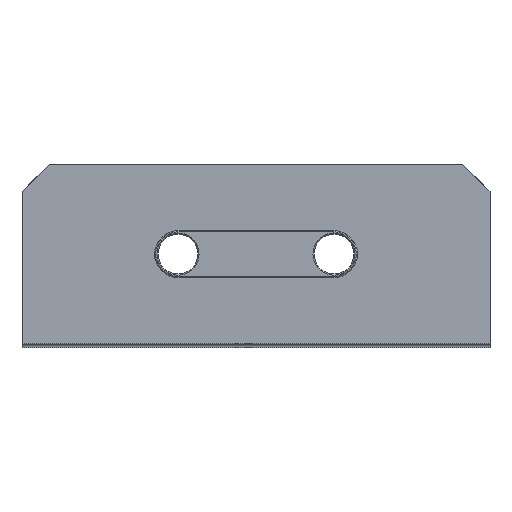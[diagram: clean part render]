
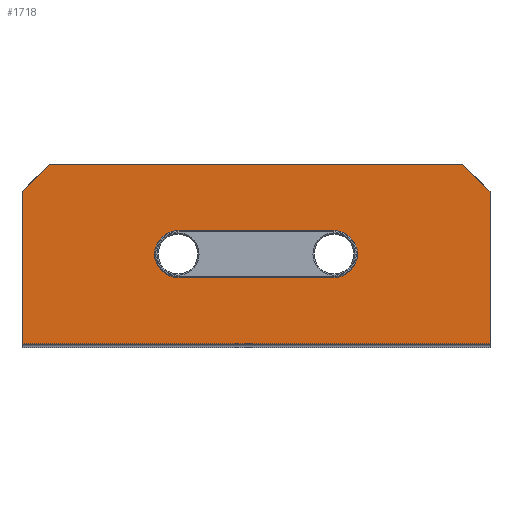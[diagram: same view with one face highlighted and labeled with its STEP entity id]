
A CAD part, front view. The second image highlights one B-rep face of the part: STEP entity #1718.
In plain terms, the highlighted planar face has unit normal (0, -1, 0).
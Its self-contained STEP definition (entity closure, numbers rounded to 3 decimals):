
#85 = VERTEX_POINT ( 'NONE', #865 ) ;
#182 = CARTESIAN_POINT ( 'NONE',  ( 80., 0., 23. ) ) ;
#215 = CARTESIAN_POINT ( 'NONE',  ( 120., 0., 46. ) ) ;
#224 = CARTESIAN_POINT ( 'NONE',  ( 113., 0., 46. ) ) ;
#355 = DIRECTION ( 'NONE',  ( -1., 0., 0. ) ) ;
#400 = VERTEX_POINT ( 'NONE', #2455 ) ;
#417 = DIRECTION ( 'NONE',  ( 0., 1., 0. ) ) ;
#422 = CARTESIAN_POINT ( 'NONE',  ( 7., 0., 46. ) ) ;
#458 = LINE ( 'NONE', #2231, #3130 ) ;
#526 = DIRECTION ( 'NONE',  ( 0., 0., -1. ) ) ;
#679 = FACE_BOUND ( 'NONE', #3823, .T. ) ;
#693 = VECTOR ( 'NONE', #3095, 1000. ) ;
#728 = VERTEX_POINT ( 'NONE', #1489 ) ;
#751 = PLANE ( 'NONE',  #2878 ) ;
#756 = CARTESIAN_POINT ( 'NONE',  ( 7., 0., 46. ) ) ;
#775 = CIRCLE ( 'NONE', #4120, 6. ) ;
#855 = VERTEX_POINT ( 'NONE', #2302 ) ;
#865 = CARTESIAN_POINT ( 'NONE',  ( 40., 0., 17. ) ) ;
#877 = ORIENTED_EDGE ( 'NONE', *, *, #1631, .F. ) ;
#913 = CARTESIAN_POINT ( 'NONE',  ( 120., 0., 46. ) ) ;
#1000 = CARTESIAN_POINT ( 'NONE',  ( 120., 0., 39. ) ) ;
#1014 = ORIENTED_EDGE ( 'NONE', *, *, #2036, .T. ) ;
#1121 = DIRECTION ( 'NONE',  ( -0.707, 0., -0.707 ) ) ;
#1128 = VECTOR ( 'NONE', #1121, 1000. ) ;
#1170 = AXIS2_PLACEMENT_3D ( 'NONE', #2021, #4457, #2372 ) ;
#1172 = CARTESIAN_POINT ( 'NONE',  ( 120., 0., 0. ) ) ;
#1240 = CARTESIAN_POINT ( 'NONE',  ( 0., 0., 0. ) ) ;
#1290 = DIRECTION ( 'NONE',  ( -1., 0., 0. ) ) ;
#1301 = EDGE_CURVE ( 'NONE', #1816, #3668, #2257, .T. ) ;
#1433 = ORIENTED_EDGE ( 'NONE', *, *, #4369, .F. ) ;
#1487 = ORIENTED_EDGE ( 'NONE', *, *, #3036, .F. ) ;
#1489 = CARTESIAN_POINT ( 'NONE',  ( 80., 0., 17. ) ) ;
#1546 = ORIENTED_EDGE ( 'NONE', *, *, #4230, .F. ) ;
#1631 = EDGE_CURVE ( 'NONE', #2403, #3051, #3787, .T. ) ;
#1670 = VERTEX_POINT ( 'NONE', #1785 ) ;
#1718 = ADVANCED_FACE ( 'NONE', ( #2616, #679 ), #751, .F. ) ;
#1785 = CARTESIAN_POINT ( 'NONE',  ( 0., 0., 39. ) ) ;
#1815 = VERTEX_POINT ( 'NONE', #3688 ) ;
#1816 = VERTEX_POINT ( 'NONE', #224 ) ;
#1945 = EDGE_CURVE ( 'NONE', #855, #1815, #4110, .T. ) ;
#2021 = CARTESIAN_POINT ( 'NONE',  ( 40., 0., 23. ) ) ;
#2036 = EDGE_CURVE ( 'NONE', #1670, #3051, #458, .T. ) ;
#2072 = ORIENTED_EDGE ( 'NONE', *, *, #4051, .F. ) ;
#2124 = ORIENTED_EDGE ( 'NONE', *, *, #3414, .T. ) ;
#2231 = CARTESIAN_POINT ( 'NONE',  ( 0., 0., 46. ) ) ;
#2257 = LINE ( 'NONE', #913, #3094 ) ;
#2270 = VECTOR ( 'NONE', #3000, 1000. ) ;
#2302 = CARTESIAN_POINT ( 'NONE',  ( 80., 0., 29. ) ) ;
#2362 = ORIENTED_EDGE ( 'NONE', *, *, #1945, .F. ) ;
#2372 = DIRECTION ( 'NONE',  ( 0., 0., -1. ) ) ;
#2403 = VERTEX_POINT ( 'NONE', #1172 ) ;
#2455 = CARTESIAN_POINT ( 'NONE',  ( 120., 0., 39. ) ) ;
#2501 = CARTESIAN_POINT ( 'NONE',  ( 120., 0., 46. ) ) ;
#2516 = VECTOR ( 'NONE', #3255, 1000. ) ;
#2613 = DIRECTION ( 'NONE',  ( 0., -1., 0. ) ) ;
#2616 = FACE_OUTER_BOUND ( 'NONE', #3521, .T. ) ;
#2620 = LINE ( 'NONE', #2910, #2516 ) ;
#2770 = CARTESIAN_POINT ( 'NONE',  ( 120., 0., 0. ) ) ;
#2794 = ORIENTED_EDGE ( 'NONE', *, *, #3729, .T. ) ;
#2858 = DIRECTION ( 'NONE',  ( 0., 0., 1. ) ) ;
#2870 = LINE ( 'NONE', #422, #1128 ) ;
#2878 = AXIS2_PLACEMENT_3D ( 'NONE', #2501, #417, #2858 ) ;
#2910 = CARTESIAN_POINT ( 'NONE',  ( 40., 0., 17. ) ) ;
#3000 = DIRECTION ( 'NONE',  ( 0., 0., -1. ) ) ;
#3036 = EDGE_CURVE ( 'NONE', #400, #2403, #4246, .T. ) ;
#3051 = VERTEX_POINT ( 'NONE', #1240 ) ;
#3069 = CIRCLE ( 'NONE', #1170, 6. ) ;
#3094 = VECTOR ( 'NONE', #3355, 1000. ) ;
#3095 = DIRECTION ( 'NONE',  ( -0.707, 0., 0.707 ) ) ;
#3130 = VECTOR ( 'NONE', #3659, 1000. ) ;
#3255 = DIRECTION ( 'NONE',  ( 1., 0., 0. ) ) ;
#3355 = DIRECTION ( 'NONE',  ( -1., 0., 0. ) ) ;
#3414 = EDGE_CURVE ( 'NONE', #400, #1816, #4291, .T. ) ;
#3521 = EDGE_LOOP ( 'NONE', ( #1487, #2124, #3735, #2794, #1014, #877 ) ) ;
#3659 = DIRECTION ( 'NONE',  ( 0., 0., -1. ) ) ;
#3668 = VERTEX_POINT ( 'NONE', #756 ) ;
#3688 = CARTESIAN_POINT ( 'NONE',  ( 40., 0., 29. ) ) ;
#3729 = EDGE_CURVE ( 'NONE', #3668, #1670, #2870, .T. ) ;
#3734 = CARTESIAN_POINT ( 'NONE',  ( 40., 0., 29. ) ) ;
#3735 = ORIENTED_EDGE ( 'NONE', *, *, #1301, .T. ) ;
#3787 = LINE ( 'NONE', #2770, #4493 ) ;
#3823 = EDGE_LOOP ( 'NONE', ( #2072, #2362, #1433, #1546 ) ) ;
#3996 = VECTOR ( 'NONE', #1290, 1000. ) ;
#4051 = EDGE_CURVE ( 'NONE', #1815, #85, #3069, .T. ) ;
#4110 = LINE ( 'NONE', #3734, #3996 ) ;
#4120 = AXIS2_PLACEMENT_3D ( 'NONE', #182, #2613, #526 ) ;
#4230 = EDGE_CURVE ( 'NONE', #85, #728, #2620, .T. ) ;
#4246 = LINE ( 'NONE', #215, #2270 ) ;
#4291 = LINE ( 'NONE', #1000, #693 ) ;
#4369 = EDGE_CURVE ( 'NONE', #728, #855, #775, .T. ) ;
#4457 = DIRECTION ( 'NONE',  ( 0., -1., 0. ) ) ;
#4493 = VECTOR ( 'NONE', #355, 1000. ) ;
